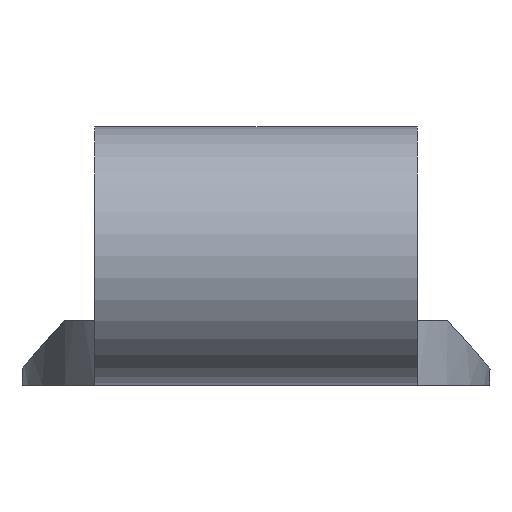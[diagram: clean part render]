
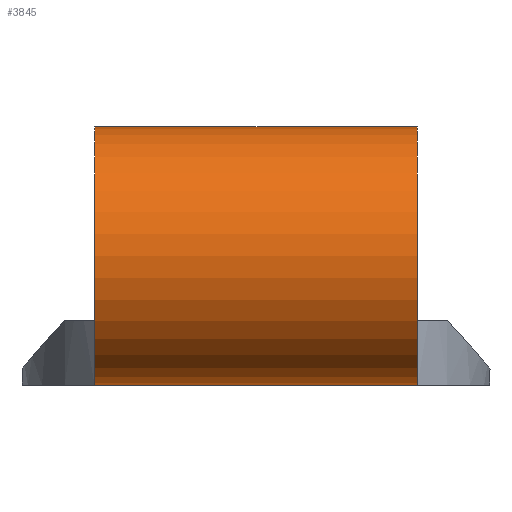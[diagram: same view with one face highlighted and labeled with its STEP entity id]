
A CAD part, left-side view. The second image highlights one B-rep face of the part: STEP entity #3845.
In plain terms, the highlighted cylindrical face has radius 16 mm (diameter 32 mm), a partial arc.
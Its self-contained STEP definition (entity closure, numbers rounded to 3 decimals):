
#130 = CARTESIAN_POINT ( 'NONE',  ( -337.592, 20., 8. ) ) ;
#239 = CARTESIAN_POINT ( 'NONE',  ( -337.592, 20., 8. ) ) ;
#1518 = VERTEX_POINT ( 'NONE', #5673 ) ;
#1742 = AXIS2_PLACEMENT_3D ( 'NONE', #7367, #6186, #5305 ) ;
#1999 = ORIENTED_EDGE ( 'NONE', *, *, #7261, .F. ) ;
#2230 = AXIS2_PLACEMENT_3D ( 'NONE', #8886, #13255, #4450 ) ;
#2605 = CYLINDRICAL_SURFACE ( 'NONE', #1742, 16. ) ;
#3097 = EDGE_CURVE ( 'NONE', #7007, #7961, #9551, .T. ) ;
#3369 = CARTESIAN_POINT ( 'NONE',  ( -351.448, 20., 0. ) ) ;
#3475 = CARTESIAN_POINT ( 'NONE',  ( -351.448, 20., 0. ) ) ;
#3577 = CIRCLE ( 'NONE', #9413, 16. ) ;
#3845 = ADVANCED_FACE ( 'NONE', ( #5268 ), #2605, .T. ) ;
#3942 = CARTESIAN_POINT ( 'NONE',  ( -337.592, -20., 8. ) ) ;
#4256 = VECTOR ( 'NONE', #12039, 1000. ) ;
#4450 = DIRECTION ( 'NONE',  ( 0., 0., 1. ) ) ;
#5131 = VERTEX_POINT ( 'NONE', #3369 ) ;
#5268 = FACE_OUTER_BOUND ( 'NONE', #11620, .T. ) ;
#5299 = VECTOR ( 'NONE', #8769, 1000. ) ;
#5305 = DIRECTION ( 'NONE',  ( 0., 0., -1. ) ) ;
#5312 = ORIENTED_EDGE ( 'NONE', *, *, #12292, .T. ) ;
#5352 = EDGE_CURVE ( 'NONE', #1518, #7961, #3577, .T. ) ;
#5673 = CARTESIAN_POINT ( 'NONE',  ( -351.448, -20., 0. ) ) ;
#6065 = ORIENTED_EDGE ( 'NONE', *, *, #5352, .T. ) ;
#6186 = DIRECTION ( 'NONE',  ( 0., -1., 0. ) ) ;
#7007 = VERTEX_POINT ( 'NONE', #239 ) ;
#7261 = EDGE_CURVE ( 'NONE', #5131, #7007, #12539, .T. ) ;
#7367 = CARTESIAN_POINT ( 'NONE',  ( -351.448, 20., 16. ) ) ;
#7704 = CARTESIAN_POINT ( 'NONE',  ( -351.448, -20., 16. ) ) ;
#7961 = VERTEX_POINT ( 'NONE', #3942 ) ;
#8769 = DIRECTION ( 'NONE',  ( 0., -1., 0. ) ) ;
#8825 = DIRECTION ( 'NONE',  ( 0., 0., 1. ) ) ;
#8886 = CARTESIAN_POINT ( 'NONE',  ( -351.448, 20., 16. ) ) ;
#9413 = AXIS2_PLACEMENT_3D ( 'NONE', #7704, #13841, #8825 ) ;
#9551 = LINE ( 'NONE', #130, #5299 ) ;
#10046 = LINE ( 'NONE', #3475, #4256 ) ;
#11620 = EDGE_LOOP ( 'NONE', ( #6065, #13967, #1999, #5312 ) ) ;
#12039 = DIRECTION ( 'NONE',  ( 0., -1., 0. ) ) ;
#12292 = EDGE_CURVE ( 'NONE', #5131, #1518, #10046, .T. ) ;
#12539 = CIRCLE ( 'NONE', #2230, 16. ) ;
#13255 = DIRECTION ( 'NONE',  ( 0., 1., 0. ) ) ;
#13841 = DIRECTION ( 'NONE',  ( 0., 1., 0. ) ) ;
#13967 = ORIENTED_EDGE ( 'NONE', *, *, #3097, .F. ) ;
